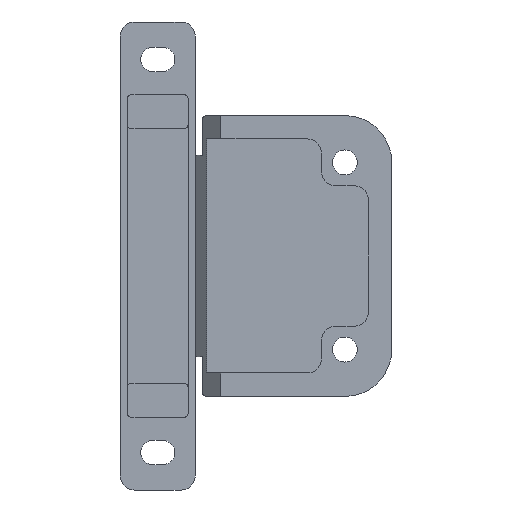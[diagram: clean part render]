
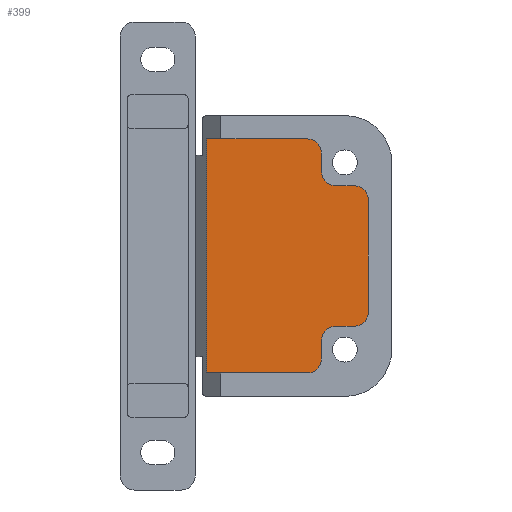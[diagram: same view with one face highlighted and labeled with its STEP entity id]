
A CAD part, front view. The second image highlights one B-rep face of the part: STEP entity #399.
In plain terms, the highlighted planar face has unit normal (0, -1, 0).
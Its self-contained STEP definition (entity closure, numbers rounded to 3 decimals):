
#399 = ADVANCED_FACE( '', ( #686 ), #687, .F. );
#686 = FACE_OUTER_BOUND( '', #1077, .T. );
#687 = PLANE( '', #1078 );
#1077 = EDGE_LOOP( '', ( #2053, #2054, #2055, #2056, #2057, #2058, #2059, #2060, #2061, #2062, #2063, #2064, #2065, #2066 ) );
#1078 = AXIS2_PLACEMENT_3D( '', #2067, #2068, #2069 );
#2053 = ORIENTED_EDGE( '', *, *, #2887, .F. );
#2054 = ORIENTED_EDGE( '', *, *, #2888, .T. );
#2055 = ORIENTED_EDGE( '', *, *, #2889, .F. );
#2056 = ORIENTED_EDGE( '', *, *, #2890, .T. );
#2057 = ORIENTED_EDGE( '', *, *, #2891, .F. );
#2058 = ORIENTED_EDGE( '', *, *, #2885, .T. );
#2059 = ORIENTED_EDGE( '', *, *, #2892, .F. );
#2060 = ORIENTED_EDGE( '', *, *, #2893, .T. );
#2061 = ORIENTED_EDGE( '', *, *, #2894, .F. );
#2062 = ORIENTED_EDGE( '', *, *, #2895, .T. );
#2063 = ORIENTED_EDGE( '', *, *, #2896, .F. );
#2064 = ORIENTED_EDGE( '', *, *, #2897, .T. );
#2065 = ORIENTED_EDGE( '', *, *, #2898, .F. );
#2066 = ORIENTED_EDGE( '', *, *, #2899, .T. );
#2067 = CARTESIAN_POINT( '', ( 0., -9.5, 25. ) );
#2068 = DIRECTION( '', ( 0., 1., 0. ) );
#2069 = DIRECTION( '', ( 1., 0., 0. ) );
#2885 = EDGE_CURVE( '', #3416, #3414, #3417, .T. );
#2887 = EDGE_CURVE( '', #3419, #3420, #3421, .T. );
#2888 = EDGE_CURVE( '', #3419, #3422, #3423, .T. );
#2889 = EDGE_CURVE( '', #3424, #3422, #3425, .T. );
#2890 = EDGE_CURVE( '', #3424, #3426, #3427, .T. );
#2891 = EDGE_CURVE( '', #3416, #3426, #3428, .T. );
#2892 = EDGE_CURVE( '', #3429, #3414, #3430, .T. );
#2893 = EDGE_CURVE( '', #3429, #3431, #3432, .T. );
#2894 = EDGE_CURVE( '', #3433, #3431, #3434, .T. );
#2895 = EDGE_CURVE( '', #3433, #3435, #3436, .T. );
#2896 = EDGE_CURVE( '', #3437, #3435, #3438, .T. );
#2897 = EDGE_CURVE( '', #3437, #3439, #3440, .T. );
#2898 = EDGE_CURVE( '', #3441, #3439, #3442, .T. );
#2899 = EDGE_CURVE( '', #3441, #3420, #3443, .T. );
#3414 = VERTEX_POINT( '', #4259 );
#3416 = VERTEX_POINT( '', #4262 );
#3417 = CIRCLE( '', #4263, 3. );
#3419 = VERTEX_POINT( '', #4266 );
#3420 = VERTEX_POINT( '', #4267 );
#3421 = LINE( '', #4268, #4269 );
#3422 = VERTEX_POINT( '', #4270 );
#3423 = CIRCLE( '', #4271, 3. );
#3424 = VERTEX_POINT( '', #4272 );
#3425 = LINE( '', #4273, #4274 );
#3426 = VERTEX_POINT( '', #4275 );
#3427 = CIRCLE( '', #4276, 3. );
#3428 = LINE( '', #4277, #4278 );
#3429 = VERTEX_POINT( '', #4279 );
#3430 = LINE( '', #4280, #4281 );
#3431 = VERTEX_POINT( '', #4282 );
#3432 = LINE( '', #4283, #4284 );
#3433 = VERTEX_POINT( '', #4285 );
#3434 = LINE( '', #4286, #4287 );
#3435 = VERTEX_POINT( '', #4288 );
#3436 = CIRCLE( '', #4289, 3. );
#3437 = VERTEX_POINT( '', #4290 );
#3438 = LINE( '', #4291, #4292 );
#3439 = VERTEX_POINT( '', #4293 );
#3440 = CIRCLE( '', #4294, 3. );
#3441 = VERTEX_POINT( '', #4295 );
#3442 = LINE( '', #4296, #4297 );
#3443 = CIRCLE( '', #4298, 3. );
#4259 = CARTESIAN_POINT( '', ( 32., -9.5, 25. ) );
#4262 = CARTESIAN_POINT( '', ( 35., -9.5, 22. ) );
#4263 = AXIS2_PLACEMENT_3D( '', #5069, #5070, #5071 );
#4266 = CARTESIAN_POINT( '', ( 45., -9.5, 12. ) );
#4267 = CARTESIAN_POINT( '', ( 45., -9.5, -12. ) );
#4268 = CARTESIAN_POINT( '', ( 45., -9.5, 15. ) );
#4269 = VECTOR( '', #5073, 1000. );
#4270 = CARTESIAN_POINT( '', ( 42., -9.5, 15. ) );
#4271 = AXIS2_PLACEMENT_3D( '', #5074, #5075, #5076 );
#4272 = CARTESIAN_POINT( '', ( 38., -9.5, 15. ) );
#4273 = CARTESIAN_POINT( '', ( 35., -9.5, 15. ) );
#4274 = VECTOR( '', #5077, 1000. );
#4275 = CARTESIAN_POINT( '', ( 35., -9.5, 18. ) );
#4276 = AXIS2_PLACEMENT_3D( '', #5078, #5079, #5080 );
#4277 = CARTESIAN_POINT( '', ( 35., -9.5, 25. ) );
#4278 = VECTOR( '', #5081, 1000. );
#4279 = CARTESIAN_POINT( '', ( 10.5, -9.5, 25. ) );
#4280 = CARTESIAN_POINT( '', ( 0., -9.5, 25. ) );
#4281 = VECTOR( '', #5082, 1000. );
#4282 = CARTESIAN_POINT( '', ( 10.5, -9.5, -25. ) );
#4283 = CARTESIAN_POINT( '', ( 10.5, -9.5, -30. ) );
#4284 = VECTOR( '', #5083, 1000. );
#4285 = CARTESIAN_POINT( '', ( 32., -9.5, -25. ) );
#4286 = CARTESIAN_POINT( '', ( 35., -9.5, -25. ) );
#4287 = VECTOR( '', #5084, 1000. );
#4288 = CARTESIAN_POINT( '', ( 35., -9.5, -22. ) );
#4289 = AXIS2_PLACEMENT_3D( '', #5085, #5086, #5087 );
#4290 = CARTESIAN_POINT( '', ( 35., -9.5, -18. ) );
#4291 = CARTESIAN_POINT( '', ( 35., -9.5, -15. ) );
#4292 = VECTOR( '', #5088, 1000. );
#4293 = CARTESIAN_POINT( '', ( 38., -9.5, -15. ) );
#4294 = AXIS2_PLACEMENT_3D( '', #5089, #5090, #5091 );
#4295 = CARTESIAN_POINT( '', ( 42., -9.5, -15. ) );
#4296 = CARTESIAN_POINT( '', ( 45., -9.5, -15. ) );
#4297 = VECTOR( '', #5092, 1000. );
#4298 = AXIS2_PLACEMENT_3D( '', #5093, #5094, #5095 );
#5069 = CARTESIAN_POINT( '', ( 32., -9.5, 22. ) );
#5070 = DIRECTION( '', ( 0., -1., 0. ) );
#5071 = DIRECTION( '', ( 0., 0., 1. ) );
#5073 = DIRECTION( '', ( 0., 0., -1. ) );
#5074 = CARTESIAN_POINT( '', ( 42., -9.5, 12. ) );
#5075 = DIRECTION( '', ( 0., -1., 0. ) );
#5076 = DIRECTION( '', ( 0., 0., 1. ) );
#5077 = DIRECTION( '', ( 1., 0., 0. ) );
#5078 = CARTESIAN_POINT( '', ( 38., -9.5, 18. ) );
#5079 = DIRECTION( '', ( 0., 1., 0. ) );
#5080 = DIRECTION( '', ( 0., 0., 1. ) );
#5081 = DIRECTION( '', ( 0., 0., -1. ) );
#5082 = DIRECTION( '', ( 1., 0., 0. ) );
#5083 = DIRECTION( '', ( 0., 0., -1. ) );
#5084 = DIRECTION( '', ( -1., 0., 0. ) );
#5085 = CARTESIAN_POINT( '', ( 32., -9.5, -22. ) );
#5086 = DIRECTION( '', ( 0., -1., 0. ) );
#5087 = DIRECTION( '', ( 0., 0., 1. ) );
#5088 = DIRECTION( '', ( 0., 0., -1. ) );
#5089 = CARTESIAN_POINT( '', ( 38., -9.5, -18. ) );
#5090 = DIRECTION( '', ( 0., 1., 0. ) );
#5091 = DIRECTION( '', ( 0., 0., 1. ) );
#5092 = DIRECTION( '', ( -1., 0., 0. ) );
#5093 = CARTESIAN_POINT( '', ( 42., -9.5, -12. ) );
#5094 = DIRECTION( '', ( 0., -1., 0. ) );
#5095 = DIRECTION( '', ( 0., 0., 1. ) );
